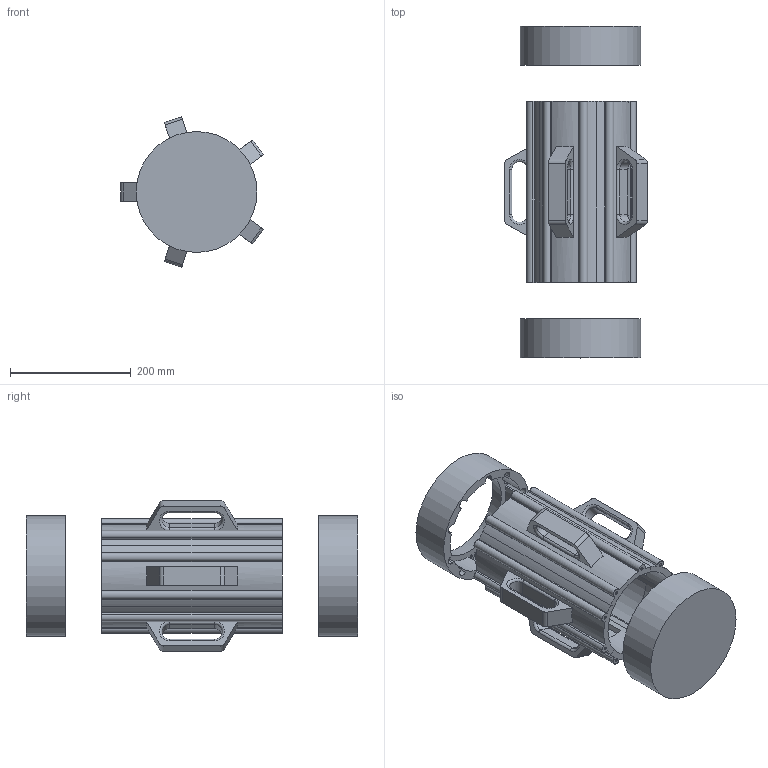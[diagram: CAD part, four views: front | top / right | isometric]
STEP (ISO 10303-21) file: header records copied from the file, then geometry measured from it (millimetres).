
FILE_DESCRIPTION( ( 'STEP Version 203' ), '1' );
FILE_NAME( 'Schalung2.stp', '02/04/20 13:28:52', ( 'Solass' ), ( ' ' ), 'PSStep 21.0.47', 'DesignModeler STEP Output', ' ' );
FILE_SCHEMA( ( 'CONFIG_CONTROL_DESIGN' ) );
Length unit declared in the file: metre
Products named in the file (7): 1; 2; 3; 4; 5; 6; 7
Bounding box: 236.75 x 550 x 248.94 mm (x, y, z)
Volume: 3491166.5 mm3; surface area: 767115.1 mm2
Topology: 7 solids, 7 shells, 364 faces, 919 edges, 606 vertices
Faces by surface type: plane 181, cylinder 162, torus 20, cone 1
Full cylindrical faces by diameter (mm): 5.05 x20, 200.2 x2
Entity records: 10990 total; most frequent: DIRECTION 1994, CARTESIAN_POINT 1833, ORIENTED_EDGE 1752, EDGE_CURVE 876, AXIS2_PLACEMENT_3D 747, VERTEX_POINT 586, LINE 500, VECTOR 500
